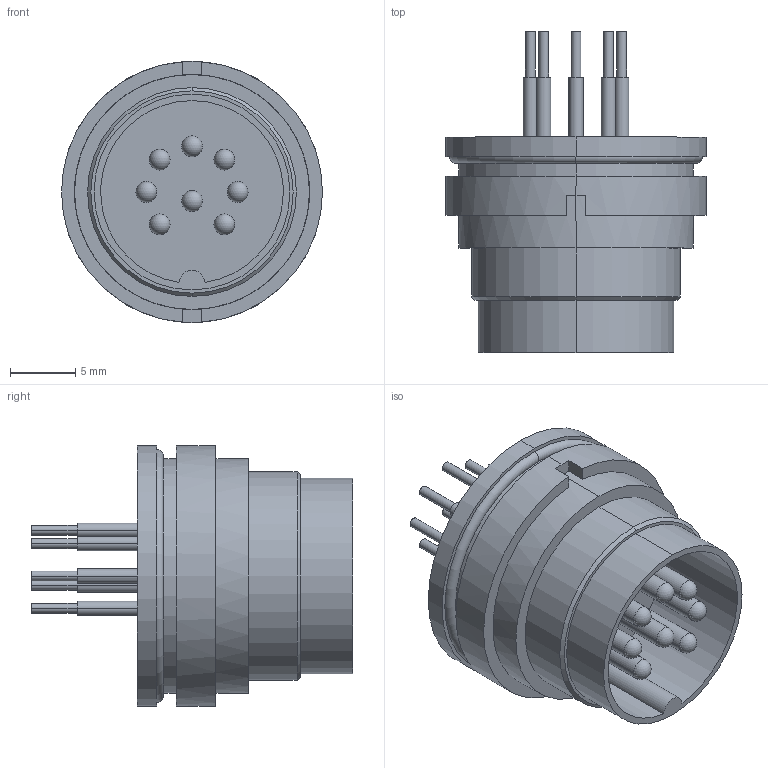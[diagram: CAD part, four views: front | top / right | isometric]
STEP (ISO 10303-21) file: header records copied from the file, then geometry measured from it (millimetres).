
FILE_DESCRIPTION((''),'2;1');
FILE_NAME('09-0173-90-08.stp','2005-04-22T09:51:27',('generator'),(''),'Autodesk Inventor 7','Autodesk Inventor 7','');
FILE_SCHEMA(('AUTOMOTIVE_DESIGN { 1 0 10303 214 1 1 1 1 }'));
Length unit declared in the file: millimetre
Products named in the file (1): 09-0173-90-08
Bounding box: 20 x 24.6 x 20 mm (x, y, z)
Volume: 2276.7 mm3; surface area: 3013.8 mm2
Topology: 1 solids, 1 shells, 115 faces, 271 edges, 174 vertices
Faces by surface type: cylinder 69, plane 34, sphere 8, torus 2, cone 2
Entity records: 3156 total; most frequent: DIRECTION 623, CARTESIAN_POINT 513, ORIENTED_EDGE 478, AXIS2_PLACEMENT_3D 268, EDGE_CURVE 239, VERTEX_POINT 158, CIRCLE 152, EDGE_LOOP 147
